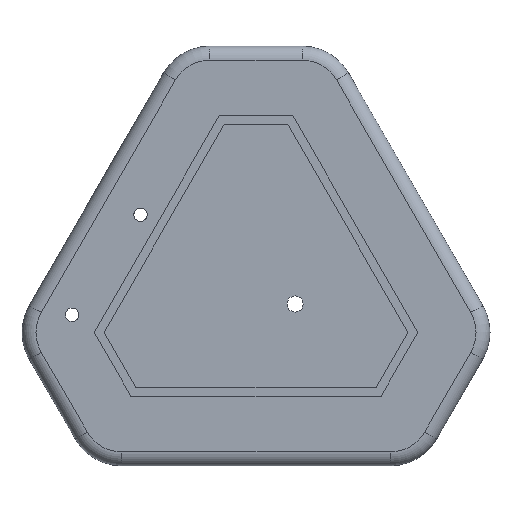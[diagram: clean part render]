
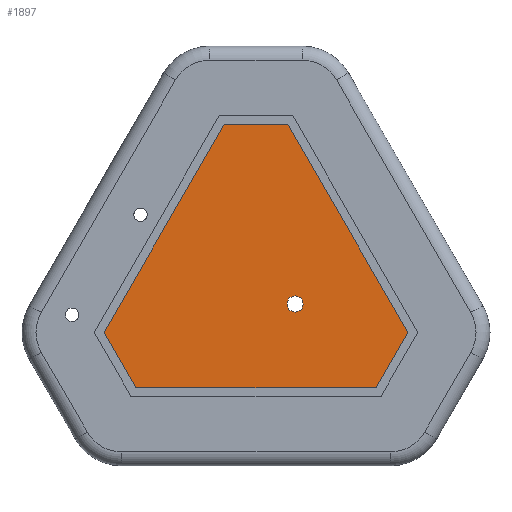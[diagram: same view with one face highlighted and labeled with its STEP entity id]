
A CAD part, front view. The second image highlights one B-rep face of the part: STEP entity #1897.
In plain terms, the highlighted planar face has unit normal (0, -1, 0).
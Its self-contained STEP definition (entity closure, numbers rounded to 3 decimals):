
#195 = CARTESIAN_POINT ( 'NONE',  ( -3.442, 0., 1.406 ) ) ;
#430 = FACE_OUTER_BOUND ( 'NONE', #2965, .T. ) ;
#505 = ORIENTED_EDGE ( 'NONE', *, *, #3814, .T. ) ;
#516 = VECTOR ( 'NONE', #2576, 1000. ) ;
#801 = VERTEX_POINT ( 'NONE', #890 ) ;
#827 = VECTOR ( 'NONE', #1952, 1000. ) ;
#859 = VECTOR ( 'NONE', #1196, 1000. ) ;
#890 = CARTESIAN_POINT ( 'NONE',  ( -13.972, 0., 4.803 ) ) ;
#919 = EDGE_LOOP ( 'NONE', ( #3577, #3003 ) ) ;
#927 = DIRECTION ( 'NONE',  ( 1., 0., 0. ) ) ;
#958 = DIRECTION ( 'NONE',  ( 0., 1., 0. ) ) ;
#971 = CARTESIAN_POINT ( 'NONE',  ( -31.793, 0., 1.406 ) ) ;
#979 = CIRCLE ( 'NONE', #1516, 0.75 ) ;
#1029 = CARTESIAN_POINT ( 'NONE',  ( -14.645, 0., 20.811 ) ) ;
#1035 = LINE ( 'NONE', #2804, #2837 ) ;
#1062 = DIRECTION ( 'NONE',  ( 0., 0., 1. ) ) ;
#1196 = DIRECTION ( 'NONE',  ( -1., 0., 0. ) ) ;
#1268 = DIRECTION ( 'NONE',  ( 0., 0., 1. ) ) ;
#1350 = VECTOR ( 'NONE', #3080, 1000. ) ;
#1377 = PLANE ( 'NONE',  #3344 ) ;
#1392 = CARTESIAN_POINT ( 'NONE',  ( -20.59, 0., 20.811 ) ) ;
#1443 = EDGE_CURVE ( 'NONE', #3149, #801, #979, .T. ) ;
#1503 = DIRECTION ( 'NONE',  ( 0., 0., 1. ) ) ;
#1516 = AXIS2_PLACEMENT_3D ( 'NONE', #3346, #2753, #1268 ) ;
#1517 = LINE ( 'NONE', #2754, #2659 ) ;
#1544 = EDGE_CURVE ( 'NONE', #2830, #2663, #2273, .T. ) ;
#1592 = ORIENTED_EDGE ( 'NONE', *, *, #1544, .T. ) ;
#1611 = ORIENTED_EDGE ( 'NONE', *, *, #3786, .T. ) ;
#1632 = DIRECTION ( 'NONE',  ( -0.5, 0., -0.866 ) ) ;
#1637 = CARTESIAN_POINT ( 'NONE',  ( -21.918, 0., 23.111 ) ) ;
#1652 = CIRCLE ( 'NONE', #2639, 0.75 ) ;
#1703 = ORIENTED_EDGE ( 'NONE', *, *, #2909, .T. ) ;
#1825 = VERTEX_POINT ( 'NONE', #1392 ) ;
#1897 = ADVANCED_FACE ( 'NONE', ( #2253, #430 ), #1377, .F. ) ;
#1952 = DIRECTION ( 'NONE',  ( -0.5, 0., 0.866 ) ) ;
#2058 = EDGE_CURVE ( 'NONE', #801, #3149, #1652, .T. ) ;
#2131 = CARTESIAN_POINT ( 'NONE',  ( -13.972, 0., 4.053 ) ) ;
#2253 = FACE_BOUND ( 'NONE', #919, .T. ) ;
#2257 = EDGE_CURVE ( 'NONE', #1825, #2761, #1035, .T. ) ;
#2258 = VERTEX_POINT ( 'NONE', #2264 ) ;
#2264 = CARTESIAN_POINT ( 'NONE',  ( -6.414, 0., -3.742 ) ) ;
#2273 = LINE ( 'NONE', #195, #827 ) ;
#2321 = CARTESIAN_POINT ( 'NONE',  ( -13.972, 0., 3.303 ) ) ;
#2413 = LINE ( 'NONE', #971, #1350 ) ;
#2576 = DIRECTION ( 'NONE',  ( 0.5, 0., 0.866 ) ) ;
#2639 = AXIS2_PLACEMENT_3D ( 'NONE', #2131, #958, #1503 ) ;
#2658 = LINE ( 'NONE', #3847, #859 ) ;
#2659 = VECTOR ( 'NONE', #927, 1000. ) ;
#2663 = VERTEX_POINT ( 'NONE', #1029 ) ;
#2753 = DIRECTION ( 'NONE',  ( 0., 1., 0. ) ) ;
#2754 = CARTESIAN_POINT ( 'NONE',  ( -28.821, 0., -3.742 ) ) ;
#2761 = VERTEX_POINT ( 'NONE', #2888 ) ;
#2804 = CARTESIAN_POINT ( 'NONE',  ( -20.59, 0., 20.811 ) ) ;
#2829 = DIRECTION ( 'NONE',  ( 0., 1., 0. ) ) ;
#2830 = VERTEX_POINT ( 'NONE', #3034 ) ;
#2837 = VECTOR ( 'NONE', #1632, 1000. ) ;
#2852 = CARTESIAN_POINT ( 'NONE',  ( -6.414, 0., -3.742 ) ) ;
#2888 = CARTESIAN_POINT ( 'NONE',  ( -31.793, 0., 1.406 ) ) ;
#2909 = EDGE_CURVE ( 'NONE', #3417, #2258, #1517, .T. ) ;
#2965 = EDGE_LOOP ( 'NONE', ( #3566, #3285, #1611, #1703, #505, #1592 ) ) ;
#3003 = ORIENTED_EDGE ( 'NONE', *, *, #2058, .T. ) ;
#3034 = CARTESIAN_POINT ( 'NONE',  ( -3.442, 0., 1.406 ) ) ;
#3080 = DIRECTION ( 'NONE',  ( 0.5, 0., -0.866 ) ) ;
#3149 = VERTEX_POINT ( 'NONE', #2321 ) ;
#3188 = EDGE_CURVE ( 'NONE', #2663, #1825, #2658, .T. ) ;
#3285 = ORIENTED_EDGE ( 'NONE', *, *, #2257, .T. ) ;
#3344 = AXIS2_PLACEMENT_3D ( 'NONE', #1637, #2829, #1062 ) ;
#3346 = CARTESIAN_POINT ( 'NONE',  ( -13.972, 0., 4.053 ) ) ;
#3392 = LINE ( 'NONE', #2852, #516 ) ;
#3417 = VERTEX_POINT ( 'NONE', #3421 ) ;
#3421 = CARTESIAN_POINT ( 'NONE',  ( -28.821, 0., -3.742 ) ) ;
#3566 = ORIENTED_EDGE ( 'NONE', *, *, #3188, .T. ) ;
#3577 = ORIENTED_EDGE ( 'NONE', *, *, #1443, .T. ) ;
#3786 = EDGE_CURVE ( 'NONE', #2761, #3417, #2413, .T. ) ;
#3814 = EDGE_CURVE ( 'NONE', #2258, #2830, #3392, .T. ) ;
#3847 = CARTESIAN_POINT ( 'NONE',  ( -14.645, 0., 20.811 ) ) ;
